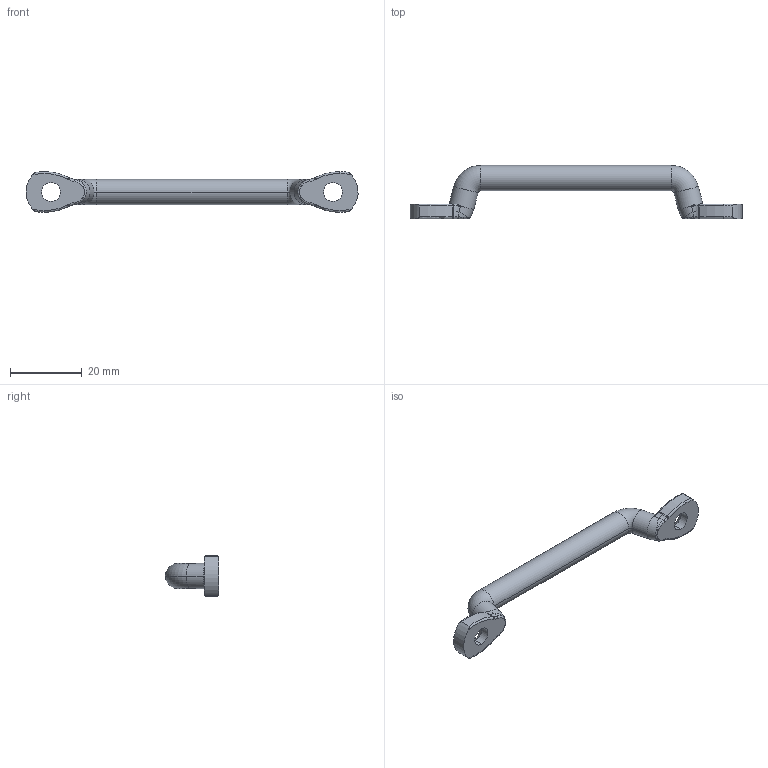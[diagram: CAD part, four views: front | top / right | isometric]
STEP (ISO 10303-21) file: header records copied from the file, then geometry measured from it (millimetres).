
FILE_DESCRIPTION (( 'STEP AP214' ), '1' );
FILE_NAME ('03009-Footman Loop 92mm SS.STEP', '2025-07-23T01:04:16', ( '' ), ( '' ), 'SwSTEP 2.0', 'SolidWorks 2025', '' );
FILE_SCHEMA (( 'AUTOMOTIVE_DESIGN' ));
Length unit declared in the file: inch
Products named in the file (1): 03009-Footman Loop 92mm SS
Bounding box: 92.41 x 14.8 x 11.34 mm (x, y, z)
Volume: 3796.3 mm3; surface area: 2504.7 mm2
Topology: 1 solids, 1 shells, 96 faces, 232 edges, 136 vertices
Faces by surface type: torus 30, bspline 30, cylinder 26, plane 6, cone 4
Entity records: 3359 total; most frequent: CARTESIAN_POINT 1288, ORIENTED_EDGE 464, DIRECTION 412, EDGE_CURVE 232, AXIS2_PLACEMENT_3D 194, VERTEX_POINT 136, CIRCLE 127, EDGE_LOOP 98
